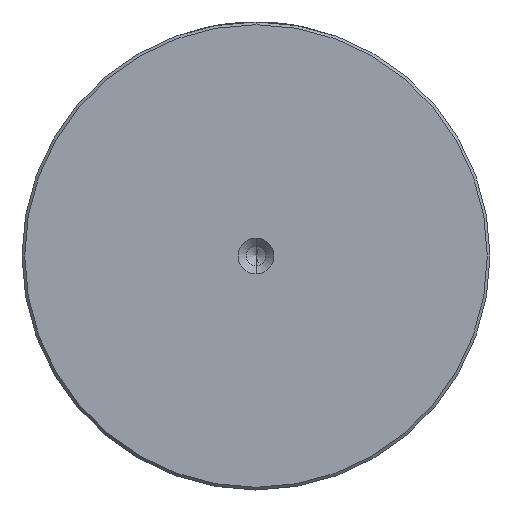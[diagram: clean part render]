
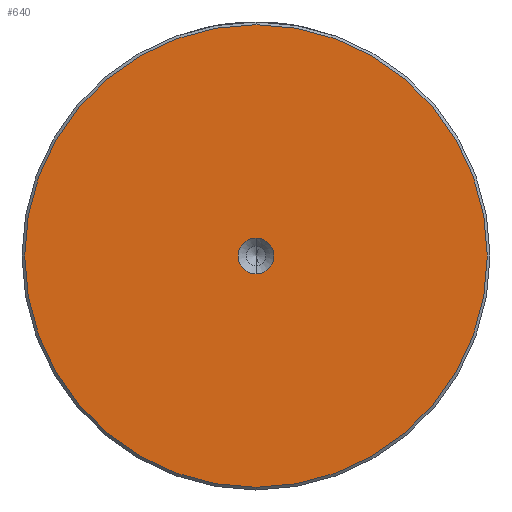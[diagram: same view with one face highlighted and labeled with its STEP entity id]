
A CAD part, left-side view. The second image highlights one B-rep face of the part: STEP entity #640.
In plain terms, the highlighted planar face has unit normal (-1, 0, 0).
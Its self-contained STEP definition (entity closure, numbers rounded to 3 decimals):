
#57 = CIRCLE ( 'NONE', #2680, 3.3 ) ;
#96 = CARTESIAN_POINT ( 'NONE',  ( 0., 0., 42.5 ) ) ;
#167 = AXIS2_PLACEMENT_3D ( 'NONE', #2819, #3051, #1787 ) ;
#312 = VERTEX_POINT ( 'NONE', #2925 ) ;
#337 = EDGE_CURVE ( 'NONE', #2279, #1576, #540, .T. ) ;
#374 = DIRECTION ( 'NONE',  ( -1., 0., 0. ) ) ;
#428 = ORIENTED_EDGE ( 'NONE', *, *, #2818, .F. ) ;
#540 = CIRCLE ( 'NONE', #2594, 42.5 ) ;
#600 = DIRECTION ( 'NONE',  ( 0., 0., 1. ) ) ;
#640 = ADVANCED_FACE ( 'NONE', ( #2093, #2672 ), #2037, .T. ) ;
#839 = DIRECTION ( 'NONE',  ( -1., 0., 0. ) ) ;
#877 = CARTESIAN_POINT ( 'NONE',  ( 0., 0., 0. ) ) ;
#973 = CARTESIAN_POINT ( 'NONE',  ( 0., 0., 0. ) ) ;
#1211 = CIRCLE ( 'NONE', #2989, 42.5 ) ;
#1234 = DIRECTION ( 'NONE',  ( 0., 0., 1. ) ) ;
#1258 = EDGE_CURVE ( 'NONE', #1576, #2279, #1211, .T. ) ;
#1292 = ORIENTED_EDGE ( 'NONE', *, *, #337, .T. ) ;
#1302 = DIRECTION ( 'NONE',  ( -1., 0., 0. ) ) ;
#1576 = VERTEX_POINT ( 'NONE', #96 ) ;
#1628 = ORIENTED_EDGE ( 'NONE', *, *, #1921, .F. ) ;
#1721 = VERTEX_POINT ( 'NONE', #3011 ) ;
#1787 = DIRECTION ( 'NONE',  ( 0., 0., 1. ) ) ;
#1921 = EDGE_CURVE ( 'NONE', #1721, #312, #2656, .T. ) ;
#1926 = ORIENTED_EDGE ( 'NONE', *, *, #1258, .T. ) ;
#1973 = CARTESIAN_POINT ( 'NONE',  ( 0., 0., 0. ) ) ;
#2037 = PLANE ( 'NONE',  #167 ) ;
#2093 = FACE_OUTER_BOUND ( 'NONE', #2561, .T. ) ;
#2136 = AXIS2_PLACEMENT_3D ( 'NONE', #1973, #374, #2233 ) ;
#2233 = DIRECTION ( 'NONE',  ( 0., 0., 1. ) ) ;
#2279 = VERTEX_POINT ( 'NONE', #2322 ) ;
#2322 = CARTESIAN_POINT ( 'NONE',  ( 0., 0., -42.5 ) ) ;
#2394 = EDGE_LOOP ( 'NONE', ( #428, #1628 ) ) ;
#2561 = EDGE_LOOP ( 'NONE', ( #1292, #1926 ) ) ;
#2594 = AXIS2_PLACEMENT_3D ( 'NONE', #877, #839, #600 ) ;
#2656 = CIRCLE ( 'NONE', #2136, 3.3 ) ;
#2672 = FACE_BOUND ( 'NONE', #2394, .T. ) ;
#2680 = AXIS2_PLACEMENT_3D ( 'NONE', #973, #2801, #1234 ) ;
#2801 = DIRECTION ( 'NONE',  ( -1., 0., 0. ) ) ;
#2818 = EDGE_CURVE ( 'NONE', #312, #1721, #57, .T. ) ;
#2819 = CARTESIAN_POINT ( 'NONE',  ( 0., 0., 0. ) ) ;
#2855 = CARTESIAN_POINT ( 'NONE',  ( 0., 0., 0. ) ) ;
#2925 = CARTESIAN_POINT ( 'NONE',  ( 0., 0., 3.3 ) ) ;
#2989 = AXIS2_PLACEMENT_3D ( 'NONE', #2855, #1302, #3105 ) ;
#3011 = CARTESIAN_POINT ( 'NONE',  ( 0., 0., -3.3 ) ) ;
#3051 = DIRECTION ( 'NONE',  ( -1., 0., 0. ) ) ;
#3105 = DIRECTION ( 'NONE',  ( 0., 0., 1. ) ) ;
